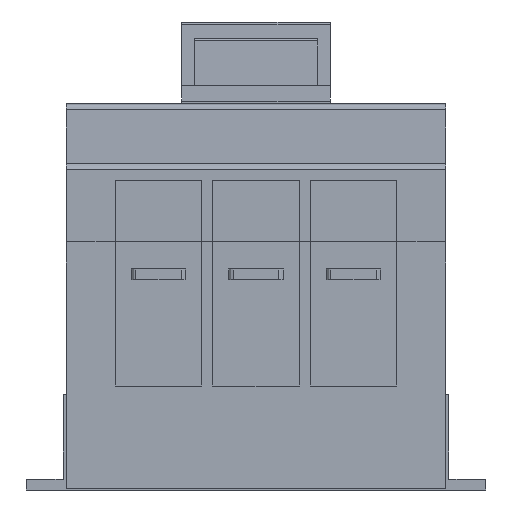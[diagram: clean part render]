
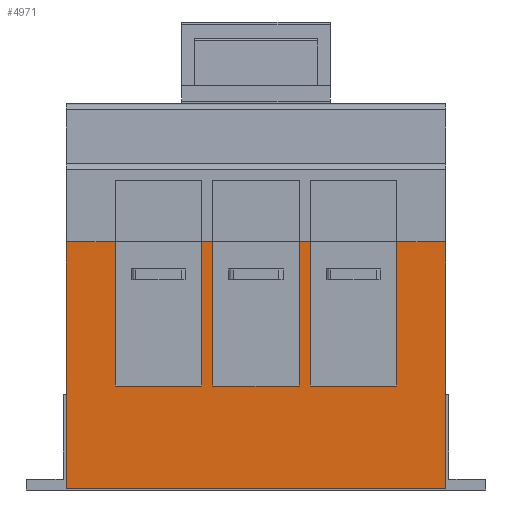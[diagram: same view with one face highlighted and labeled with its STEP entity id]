
A CAD part, front view. The second image highlights one B-rep face of the part: STEP entity #4971.
In plain terms, the highlighted planar face has unit normal (0, -1, 0).
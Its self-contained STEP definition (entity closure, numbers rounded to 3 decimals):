
#631=FACE_OUTER_BOUND($,#897,.T.);
#897=EDGE_LOOP($,(#3860,#3861,#3862,#3863,#3864,#3865,#3866,#3867,#3868,
#3869,#3870,#3871,#3872,#3873,#3874,#3875));
#1327=LINE($,#7859,#1937);
#1330=LINE($,#7865,#1940);
#1332=LINE($,#7870,#1942);
#1337=LINE($,#7880,#1947);
#1340=LINE($,#7886,#1950);
#1342=LINE($,#7891,#1952);
#1347=LINE($,#7901,#1957);
#1350=LINE($,#7907,#1960);
#1352=LINE($,#7912,#1962);
#1361=LINE($,#7928,#1971);
#1363=LINE($,#7931,#1973);
#1365=LINE($,#7935,#1975);
#1366=LINE($,#7937,#1976);
#1367=LINE($,#7939,#1977);
#1368=LINE($,#7941,#1978);
#1369=LINE($,#7942,#1979);
#1937=VECTOR($,#6176,66.5);
#1940=VECTOR($,#6181,39.8);
#1942=VECTOR($,#6185,66.5);
#1947=VECTOR($,#6192,66.5);
#1950=VECTOR($,#6197,39.8);
#1952=VECTOR($,#6201,66.5);
#1957=VECTOR($,#6208,66.5);
#1960=VECTOR($,#6213,39.8);
#1962=VECTOR($,#6217,66.5);
#1971=VECTOR($,#6230,22.6);
#1973=VECTOR($,#6234,5.2);
#1975=VECTOR($,#6238,22.6);
#1976=VECTOR($,#6241,5.2);
#1977=VECTOR($,#6242,114.);
#1978=VECTOR($,#6243,175.);
#1979=VECTOR($,#6244,114.);
#2459=VERTEX_POINT($,#7853);
#2461=VERTEX_POINT($,#7857);
#2463=VERTEX_POINT($,#7863);
#2464=VERTEX_POINT($,#7867);
#2467=VERTEX_POINT($,#7874);
#2469=VERTEX_POINT($,#7878);
#2471=VERTEX_POINT($,#7884);
#2472=VERTEX_POINT($,#7888);
#2475=VERTEX_POINT($,#7895);
#2477=VERTEX_POINT($,#7899);
#2479=VERTEX_POINT($,#7905);
#2480=VERTEX_POINT($,#7909);
#2486=VERTEX_POINT($,#7927);
#2487=VERTEX_POINT($,#7933);
#2488=VERTEX_POINT($,#7938);
#2489=VERTEX_POINT($,#7940);
#2959=EDGE_CURVE($,#2459,#2461,#1327,.T.);
#2962=EDGE_CURVE($,#2461,#2463,#1330,.T.);
#2964=EDGE_CURVE($,#2463,#2464,#1332,.T.);
#2969=EDGE_CURVE($,#2467,#2469,#1337,.T.);
#2972=EDGE_CURVE($,#2469,#2471,#1340,.T.);
#2974=EDGE_CURVE($,#2471,#2472,#1342,.T.);
#2979=EDGE_CURVE($,#2475,#2477,#1347,.T.);
#2982=EDGE_CURVE($,#2477,#2479,#1350,.T.);
#2984=EDGE_CURVE($,#2479,#2480,#1352,.T.);
#2993=EDGE_CURVE($,#2486,#2475,#1361,.T.);
#2995=EDGE_CURVE($,#2480,#2459,#1363,.T.);
#2997=EDGE_CURVE($,#2472,#2487,#1365,.T.);
#2998=EDGE_CURVE($,#2464,#2467,#1366,.T.);
#2999=EDGE_CURVE($,#2487,#2488,#1367,.T.);
#3000=EDGE_CURVE($,#2489,#2488,#1368,.T.);
#3001=EDGE_CURVE($,#2486,#2489,#1369,.T.);
#3860=ORIENTED_EDGE($,*,*,#2964,.T.);
#3861=ORIENTED_EDGE($,*,*,#2998,.T.);
#3862=ORIENTED_EDGE($,*,*,#2969,.T.);
#3863=ORIENTED_EDGE($,*,*,#2972,.T.);
#3864=ORIENTED_EDGE($,*,*,#2974,.T.);
#3865=ORIENTED_EDGE($,*,*,#2997,.T.);
#3866=ORIENTED_EDGE($,*,*,#2999,.T.);
#3867=ORIENTED_EDGE($,*,*,#3000,.F.);
#3868=ORIENTED_EDGE($,*,*,#3001,.F.);
#3869=ORIENTED_EDGE($,*,*,#2993,.T.);
#3870=ORIENTED_EDGE($,*,*,#2979,.T.);
#3871=ORIENTED_EDGE($,*,*,#2982,.T.);
#3872=ORIENTED_EDGE($,*,*,#2984,.T.);
#3873=ORIENTED_EDGE($,*,*,#2995,.T.);
#3874=ORIENTED_EDGE($,*,*,#2959,.T.);
#3875=ORIENTED_EDGE($,*,*,#2962,.T.);
#4737=PLANE($,#5339);
#4971=ADVANCED_FACE($,(#631),#4737,.F.);
#5339=AXIS2_PLACEMENT_3D($,#7936,#6239,#6240);
#6176=DIRECTION($,(0.,0.,-1.));
#6181=DIRECTION($,(-1.,0.,0.));
#6185=DIRECTION($,(0.,0.,1.));
#6192=DIRECTION($,(0.,0.,-1.));
#6197=DIRECTION($,(-1.,0.,0.));
#6201=DIRECTION($,(0.,0.,1.));
#6208=DIRECTION($,(0.,0.,-1.));
#6213=DIRECTION($,(-1.,0.,0.));
#6217=DIRECTION($,(0.,0.,1.));
#6230=DIRECTION($,(-1.,0.,0.));
#6234=DIRECTION($,(-1.,0.,0.));
#6238=DIRECTION($,(-1.,0.,0.));
#6239=DIRECTION('center_axis',(0.,1.,0.));
#6240=DIRECTION('ref_axis',(0.,0.,-1.));
#6241=DIRECTION($,(-1.,0.,0.));
#6242=DIRECTION($,(0.,0.,-1.));
#6243=DIRECTION($,(-1.,0.,0.));
#6244=DIRECTION($,(0.,0.,-1.));
#7853=CARTESIAN_POINT('',(125.9,-150.5,114.5));
#7857=CARTESIAN_POINT('',(125.9,-150.5,48.));
#7859=CARTESIAN_POINT($,(125.9,-150.5,105.));
#7863=CARTESIAN_POINT('',(86.1,-150.5,48.));
#7865=CARTESIAN_POINT($,(149.75,-150.5,48.));
#7867=CARTESIAN_POINT('',(86.1,-150.5,114.5));
#7870=CARTESIAN_POINT($,(86.1,-150.5,105.));
#7874=CARTESIAN_POINT('',(80.9,-150.5,114.5));
#7878=CARTESIAN_POINT('',(80.9,-150.5,48.));
#7880=CARTESIAN_POINT($,(80.9,-150.5,105.));
#7884=CARTESIAN_POINT('',(41.1,-150.5,48.));
#7886=CARTESIAN_POINT($,(127.25,-150.5,48.));
#7888=CARTESIAN_POINT('',(41.1,-150.5,114.5));
#7891=CARTESIAN_POINT($,(41.1,-150.5,105.));
#7895=CARTESIAN_POINT('',(170.9,-150.5,114.5));
#7899=CARTESIAN_POINT('',(170.9,-150.5,48.));
#7901=CARTESIAN_POINT($,(170.9,-150.5,105.));
#7905=CARTESIAN_POINT('',(131.1,-150.5,48.));
#7907=CARTESIAN_POINT($,(172.25,-150.5,48.));
#7909=CARTESIAN_POINT('',(131.1,-150.5,114.5));
#7912=CARTESIAN_POINT($,(131.1,-150.5,105.));
#7927=CARTESIAN_POINT('',(193.5,-150.5,114.5));
#7928=CARTESIAN_POINT($,(193.5,-150.5,114.5));
#7931=CARTESIAN_POINT($,(193.5,-150.5,114.5));
#7933=CARTESIAN_POINT('',(18.5,-150.5,114.5));
#7935=CARTESIAN_POINT($,(193.5,-150.5,114.5));
#7936=CARTESIAN_POINT('Origin',(193.5,-150.5,114.5));
#7937=CARTESIAN_POINT($,(193.5,-150.5,114.5));
#7938=CARTESIAN_POINT('',(18.5,-150.5,0.5));
#7939=CARTESIAN_POINT($,(18.5,-150.5,114.5));
#7940=CARTESIAN_POINT('',(193.5,-150.5,0.5));
#7941=CARTESIAN_POINT($,(193.5,-150.5,0.5));
#7942=CARTESIAN_POINT($,(193.5,-150.5,114.5));
